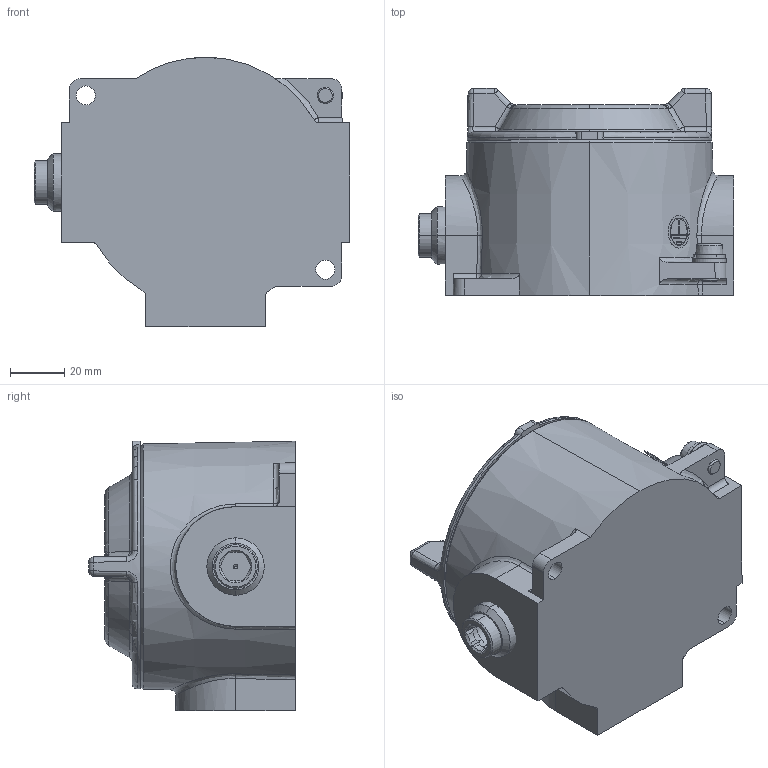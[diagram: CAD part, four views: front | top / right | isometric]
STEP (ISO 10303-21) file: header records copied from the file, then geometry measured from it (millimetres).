
FILE_DESCRIPTION (( 'STEP AP203' ), '1' );
FILE_NAME ('8252_12-0HH10-111.STEP', '2015-07-02T06:24:22', ( '' ), ( '' ), 'SwSTEP 2.0', 'SolidWorks 2015', '' );
FILE_SCHEMA (( 'CONFIG_CONTROL_DESIGN' ));
Length unit declared in the file: millimetre
Products named in the file (10): 502_077_0; 506_548_0; 520_086_0; 8252_9_005_002_6_3d export; 515_839_0_eingebaut; 8252_12-0HH10-111; 503_029_0_ISO 4026 - M3 x 3-N; 506_635_0; 8252_9_004_005_3_Machining with npt hole; 82_949_50_59_0_82_949_68_59_0
Assembly tree (13 placements, depth 2):
  8252_12-0HH10-111
    8252_9_004_005_3_Machining with npt hole
    8252_9_005_002_6_3d export
    506_635_0  x3
    502_077_0  x2
    515_839_0_eingebaut
    503_029_0_ISO 4026 - M3 x 3-N
    506_548_0  x2
    520_086_0
    82_949_50_59_0_82_949_68_59_0
Bounding box: 116 x 76 x 99.05 mm (x, y, z)
Volume: 218526.3 mm3; surface area: 81731.1 mm2
Topology: 13 solids, 13 shells, 446 faces, 1048 edges, 617 vertices
Faces by surface type: plane 123, cylinder 105, cone 83, bspline 64, torus 55, sphere 16
Entity records: 15751 total; most frequent: CARTESIAN_POINT 5821, DIRECTION 1847, ORIENTED_EDGE 1844, EDGE_CURVE 922, AXIS2_PLACEMENT_3D 773, VERTEX_POINT 555, EDGE_LOOP 435, CIRCLE 420
